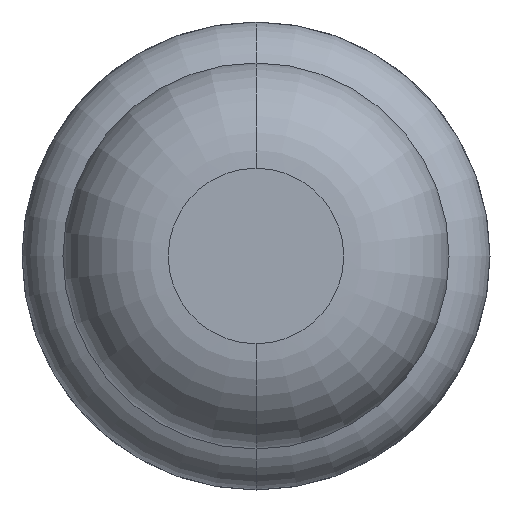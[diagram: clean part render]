
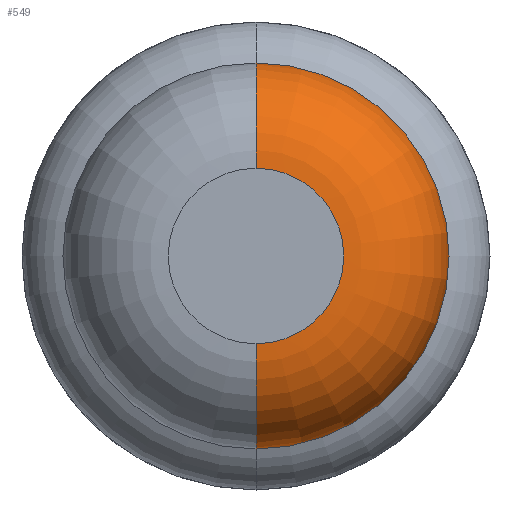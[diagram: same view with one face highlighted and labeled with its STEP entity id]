
A CAD part, front view. The second image highlights one B-rep face of the part: STEP entity #549.
In plain terms, the highlighted toroidal (fillet/blend) face has major radius 0.375 mm and minor radius 0.45 mm.
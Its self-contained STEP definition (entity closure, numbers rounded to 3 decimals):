
#69 = CARTESIAN_POINT ( 'NONE',  ( 0., -29.95, 0. ) ) ;
#235 = EDGE_CURVE ( 'NONE', #5152, #3798, #4961, .T. ) ;
#285 = DIRECTION ( 'NONE',  ( 0., 0., 1. ) ) ;
#384 = CIRCLE ( 'NONE', #3765, 0.825 ) ;
#549 = ADVANCED_FACE ( 'Defeature ausgef�hrt1_77', ( #2045 ), #4241, .T. ) ;
#597 = AXIS2_PLACEMENT_3D ( 'NONE', #4393, #5228, #4819 ) ;
#699 = CIRCLE ( 'NONE', #597, 0.45 ) ;
#791 = CARTESIAN_POINT ( 'NONE',  ( 0., -30.4, 0. ) ) ;
#827 = DIRECTION ( 'NONE',  ( 0., 0., 1. ) ) ;
#828 = DIRECTION ( 'NONE',  ( 0., 0., 1. ) ) ;
#900 = VERTEX_POINT ( 'NONE', #1026 ) ;
#1026 = CARTESIAN_POINT ( 'NONE',  ( 0., -29.95, -0.825 ) ) ;
#1284 = DIRECTION ( 'NONE',  ( -1., 0., 0. ) ) ;
#1323 = CARTESIAN_POINT ( 'NONE',  ( 0., -29.95, 0.825 ) ) ;
#1593 = CARTESIAN_POINT ( 'NONE',  ( 0., -30.4, 0.375 ) ) ;
#2045 = FACE_OUTER_BOUND ( 'NONE', #2417, .T. ) ;
#2110 = CARTESIAN_POINT ( 'NONE',  ( 0., -29.95, 0.375 ) ) ;
#2123 = DIRECTION ( 'NONE',  ( 0., 1., 0. ) ) ;
#2151 = ORIENTED_EDGE ( 'NONE', *, *, #4830, .T. ) ;
#2399 = DIRECTION ( 'NONE',  ( 0., 1., 0. ) ) ;
#2417 = EDGE_LOOP ( 'NONE', ( #2151, #2879, #3848, #4609 ) ) ;
#2879 = ORIENTED_EDGE ( 'NONE', *, *, #4240, .T. ) ;
#2966 = DIRECTION ( 'NONE',  ( 0., 0., 1. ) ) ;
#2969 = VERTEX_POINT ( 'NONE', #3958 ) ;
#3218 = EDGE_CURVE ( 'Defeature ausgef�hrt1_78+Defeature ausgef�hrt1_77+Defeature ausgef�hrt1_77+Defeature ausgef�hrt1_77', #3798, #900, #384, .T. ) ;
#3251 = AXIS2_PLACEMENT_3D ( 'NONE', #2110, #1284, #828 ) ;
#3303 = DIRECTION ( 'NONE',  ( 0., 1., 0. ) ) ;
#3765 = AXIS2_PLACEMENT_3D ( 'NONE', #69, #2123, #2966 ) ;
#3798 = VERTEX_POINT ( 'NONE', #1323 ) ;
#3848 = ORIENTED_EDGE ( 'NONE', *, *, #3218, .F. ) ;
#3894 = AXIS2_PLACEMENT_3D ( 'NONE', #4871, #2399, #285 ) ;
#3958 = CARTESIAN_POINT ( 'NONE',  ( 0., -30.4, -0.375 ) ) ;
#4042 = CIRCLE ( 'NONE', #4391, 0.375 ) ;
#4240 = EDGE_CURVE ( 'NONE', #2969, #900, #699, .T. ) ;
#4241 = TOROIDAL_SURFACE ( 'NONE', #3894, 0.375, 0.45 ) ;
#4391 = AXIS2_PLACEMENT_3D ( 'NONE', #791, #3303, #827 ) ;
#4393 = CARTESIAN_POINT ( 'NONE',  ( 0., -29.95, -0.375 ) ) ;
#4609 = ORIENTED_EDGE ( 'NONE', *, *, #235, .F. ) ;
#4819 = DIRECTION ( 'NONE',  ( 0., 0., -1. ) ) ;
#4830 = EDGE_CURVE ( 'Defeature ausgef�hrt1_77+Defeature ausgef�hrt1_76+Defeature ausgef�hrt1_76+Defeature ausgef�hrt1_76', #5152, #2969, #4042, .T. ) ;
#4871 = CARTESIAN_POINT ( 'NONE',  ( 0., -29.95, 0. ) ) ;
#4961 = CIRCLE ( 'NONE', #3251, 0.45 ) ;
#5152 = VERTEX_POINT ( 'NONE', #1593 ) ;
#5228 = DIRECTION ( 'NONE',  ( 1., 0., 0. ) ) ;
